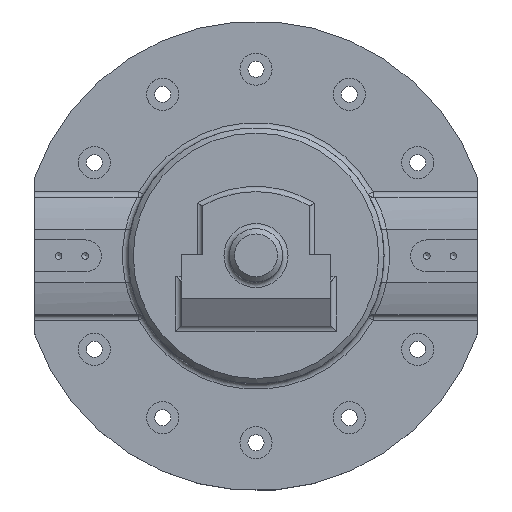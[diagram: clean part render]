
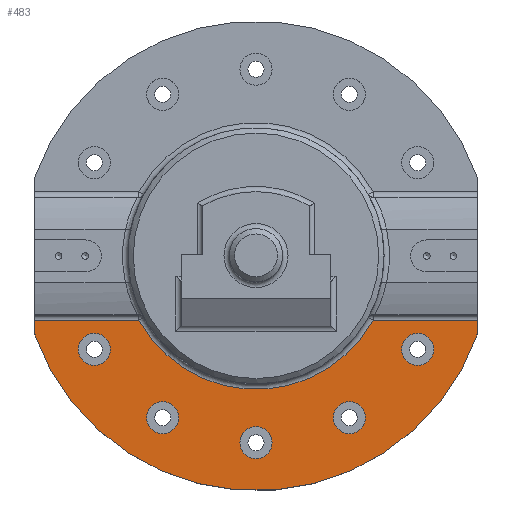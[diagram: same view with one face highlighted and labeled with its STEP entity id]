
A CAD part, top view. The second image highlights one B-rep face of the part: STEP entity #483.
In plain terms, the highlighted planar face has unit normal (0, 0, 1).
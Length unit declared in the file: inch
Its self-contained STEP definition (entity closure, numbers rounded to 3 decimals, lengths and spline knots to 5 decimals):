
#483=ADVANCED_FACE('',(#646,#647,#648,#649,#650,#651),#3110,.F.);
#646=FACE_BOUND('',#807,.T.);
#647=FACE_BOUND('',#808,.T.);
#648=FACE_BOUND('',#809,.T.);
#649=FACE_BOUND('',#810,.T.);
#650=FACE_BOUND('',#811,.T.);
#651=FACE_BOUND('',#812,.T.);
#807=EDGE_LOOP('',(#1083,#1084,#1085,#1086,#1087,#1088));
#808=EDGE_LOOP('',(#1089));
#809=EDGE_LOOP('',(#1090));
#810=EDGE_LOOP('',(#1091));
#811=EDGE_LOOP('',(#1092));
#812=EDGE_LOOP('',(#1093));
#1083=ORIENTED_EDGE('',*,*,#1965,.F.);
#1084=ORIENTED_EDGE('',*,*,#1990,.T.);
#1085=ORIENTED_EDGE('',*,*,#1991,.T.);
#1086=ORIENTED_EDGE('',*,*,#1992,.T.);
#1087=ORIENTED_EDGE('',*,*,#1993,.F.);
#1088=ORIENTED_EDGE('',*,*,#1994,.F.);
#1089=ORIENTED_EDGE('',*,*,#1995,.T.);
#1090=ORIENTED_EDGE('',*,*,#1996,.T.);
#1091=ORIENTED_EDGE('',*,*,#1997,.T.);
#1092=ORIENTED_EDGE('',*,*,#1998,.T.);
#1093=ORIENTED_EDGE('',*,*,#1999,.T.);
#1715=VERTEX_POINT('',#14660);
#1716=VERTEX_POINT('',#14662);
#1737=VERTEX_POINT('',#14711);
#1738=VERTEX_POINT('',#14713);
#1739=VERTEX_POINT('',#14715);
#1740=VERTEX_POINT('',#14717);
#1741=VERTEX_POINT('',#14720);
#1742=VERTEX_POINT('',#14722);
#1743=VERTEX_POINT('',#14724);
#1744=VERTEX_POINT('',#14726);
#1745=VERTEX_POINT('',#14728);
#1965=EDGE_CURVE('',#1715,#1716,#2522,.T.);
#1990=EDGE_CURVE('',#1715,#1737,#2536,.T.);
#1991=EDGE_CURVE('',#1737,#1738,#2321,.T.);
#1992=EDGE_CURVE('',#1738,#1739,#2537,.T.);
#1993=EDGE_CURVE('',#1740,#1739,#2538,.T.);
#1994=EDGE_CURVE('',#1716,#1740,#2322,.T.);
#1995=EDGE_CURVE('',#1741,#1741,#2323,.T.);
#1996=EDGE_CURVE('',#1742,#1742,#2324,.T.);
#1997=EDGE_CURVE('',#1743,#1743,#2325,.T.);
#1998=EDGE_CURVE('',#1744,#1744,#2326,.T.);
#1999=EDGE_CURVE('',#1745,#1745,#2327,.T.);
#2321=CIRCLE('',#3983,6.25);
#2322=CIRCLE('',#3984,11.);
#2323=CIRCLE('',#3985,0.75);
#2324=CIRCLE('',#3986,0.75);
#2325=CIRCLE('',#3987,0.75);
#2326=CIRCLE('',#3988,0.75);
#2327=CIRCLE('',#3989,0.75);
#2522=LINE('',#14661,#2721);
#2536=LINE('',#14710,#2735);
#2537=LINE('',#14714,#2736);
#2538=LINE('',#14716,#2737);
#2721=VECTOR('',#4435,1.);
#2735=VECTOR('',#4477,1.);
#2736=VECTOR('',#4480,1.);
#2737=VECTOR('',#4481,1.);
#3110=PLANE('',#3990);
#3983=AXIS2_PLACEMENT_3D('',#14712,#4478,#4479);
#3984=AXIS2_PLACEMENT_3D('',#14718,#4482,#4483);
#3985=AXIS2_PLACEMENT_3D('',#14719,#4484,#4485);
#3986=AXIS2_PLACEMENT_3D('',#14721,#4486,#4487);
#3987=AXIS2_PLACEMENT_3D('',#14723,#4488,#4489);
#3988=AXIS2_PLACEMENT_3D('',#14725,#4490,#4491);
#3989=AXIS2_PLACEMENT_3D('',#14727,#4492,#4493);
#3990=AXIS2_PLACEMENT_3D('',#14729,#4494,#4495);
#4435=DIRECTION('',(0.,-1.,0.));
#4477=DIRECTION('',(-1.,0.,0.));
#4478=DIRECTION('',(0.,0.,-1.));
#4479=DIRECTION('',(-1.,0.,0.));
#4480=DIRECTION('',(-1.,0.,0.));
#4481=DIRECTION('',(0.,1.,0.));
#4482=DIRECTION('',(0.,0.,-1.));
#4483=DIRECTION('',(1.,0.,0.));
#4484=DIRECTION('',(0.,0.,-1.));
#4485=DIRECTION('',(-1.,0.,0.));
#4486=DIRECTION('',(0.,0.,-1.));
#4487=DIRECTION('',(-1.,0.,0.));
#4488=DIRECTION('',(0.,0.,-1.));
#4489=DIRECTION('',(-1.,0.,0.));
#4490=DIRECTION('',(0.,0.,-1.));
#4491=DIRECTION('',(-1.,0.,0.));
#4492=DIRECTION('',(0.,0.,-1.));
#4493=DIRECTION('',(-1.,0.,0.));
#4494=DIRECTION('',(0.,0.,-1.));
#4495=DIRECTION('',(-1.,0.,0.));
#14660=CARTESIAN_POINT('',(10.375,-3.,1.));
#14661=CARTESIAN_POINT('',(10.375,8.9,1.));
#14662=CARTESIAN_POINT('',(10.375,-3.65505,1.));
#14710=CARTESIAN_POINT('',(0.,-3.,1.));
#14711=CARTESIAN_POINT('',(5.48293,-3.,1.));
#14712=CARTESIAN_POINT('',(0.,0.,1.));
#14713=CARTESIAN_POINT('',(-5.48293,-3.,1.));
#14714=CARTESIAN_POINT('',(0.,-3.,1.));
#14715=CARTESIAN_POINT('',(-10.375,-3.,1.));
#14716=CARTESIAN_POINT('',(-10.375,-8.4,1.));
#14717=CARTESIAN_POINT('',(-10.375,-3.65505,1.));
#14718=CARTESIAN_POINT('',(0.,0.,1.));
#14719=CARTESIAN_POINT('',(7.57772,-4.375,1.));
#14720=CARTESIAN_POINT('',(6.82772,-4.375,1.));
#14721=CARTESIAN_POINT('',(4.37452,-7.578,1.));
#14722=CARTESIAN_POINT('',(3.62452,-7.578,1.));
#14723=CARTESIAN_POINT('',(0.,-8.75,1.));
#14724=CARTESIAN_POINT('',(-0.75,-8.75,1.));
#14725=CARTESIAN_POINT('',(-4.37452,-7.578,1.));
#14726=CARTESIAN_POINT('',(-5.12452,-7.578,1.));
#14727=CARTESIAN_POINT('',(-7.57772,-4.375,1.));
#14728=CARTESIAN_POINT('',(-8.32772,-4.375,1.));
#14729=CARTESIAN_POINT('',(0.,0.,1.));
